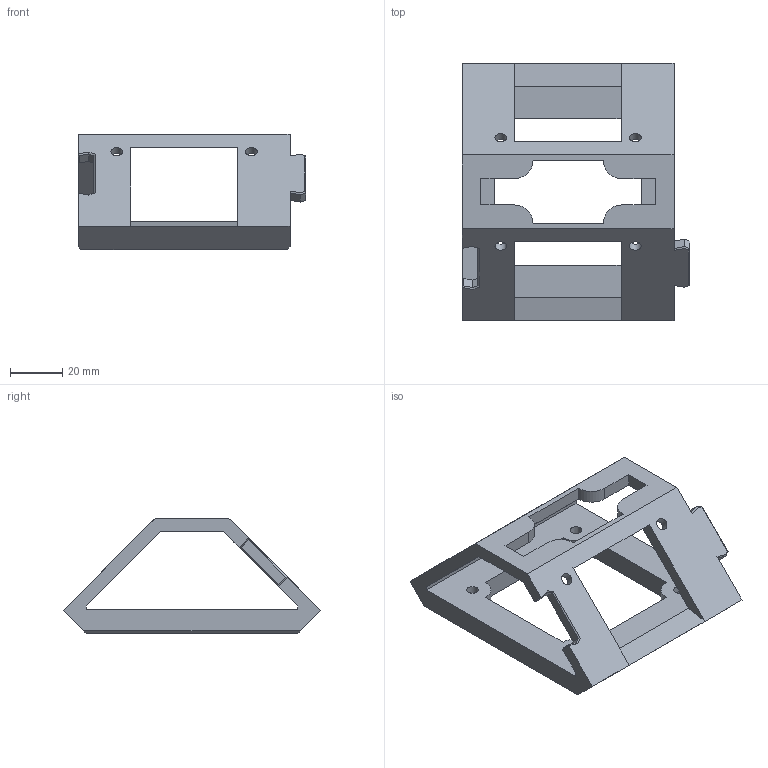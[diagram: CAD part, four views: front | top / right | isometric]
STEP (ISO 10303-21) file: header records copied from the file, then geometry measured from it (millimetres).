
FILE_DESCRIPTION(('FreeCAD Model'),'2;1');
FILE_NAME('Open CASCADE Shape Model','2025-06-02T20:53:55',(''),(''), 'Open CASCADE STEP processor 7.6','FreeCAD','Unknown');
FILE_SCHEMA(('AUTOMOTIVE_DESIGN { 1 0 10303 214 1 1 1 1 }'));
Length unit declared in the file: millimetre
Products named in the file (1): Base
Bounding box: 87 x 98.65 x 44.01 mm (x, y, z)
Volume: 60598.1 mm3; surface area: 27371.4 mm2
Topology: 1 solids, 1 shells, 97 faces, 272 edges, 172 vertices
Faces by surface type: plane 77, cylinder 16, cone 4
Full cylindrical faces by diameter (mm): 4.5 x8
Entity records: 6692 total; most frequent: CARTESIAN_POINT 1134, DIRECTION 1040, LINE 748, VECTOR 748, ORIENTED_EDGE 544, PCURVE 544, DEFINITIONAL_REPRESENTATION 544, EDGE_CURVE 272
